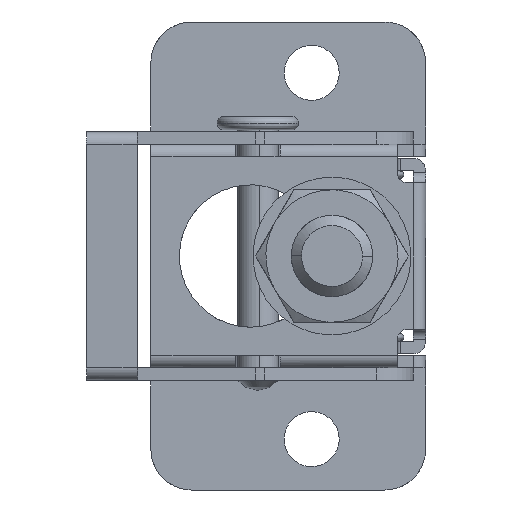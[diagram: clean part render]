
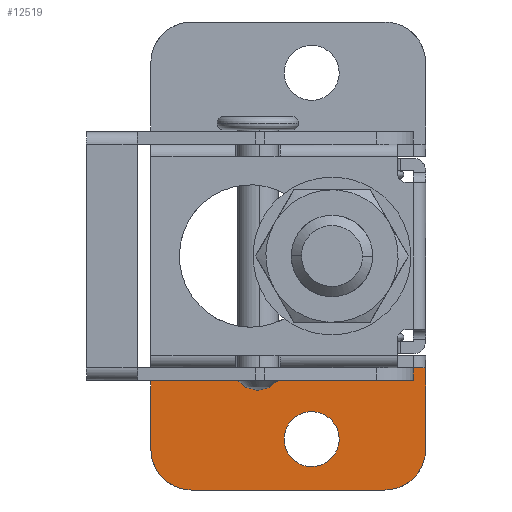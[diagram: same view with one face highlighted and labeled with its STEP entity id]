
A CAD part, front view. The second image highlights one B-rep face of the part: STEP entity #12519.
In plain terms, the highlighted free-form (B-spline) face has degree [1, 1] with [2, 2] control points.
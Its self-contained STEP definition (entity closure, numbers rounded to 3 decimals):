
#10359=CARTESIAN_POINT('',(-2.0,11.4,-15.3));
#10360=VERTEX_POINT('',#10359);
#10361=CARTESIAN_POINT('',(-4.692,11.4,-17.788));
#10362=VERTEX_POINT('',#10361);
#10363=CARTESIAN_POINT('',(-2.0,11.4,-15.3));
#10364=CARTESIAN_POINT('',(-4.496,11.4,-15.3));
#10365=CARTESIAN_POINT('',(-4.692,11.4,-17.788));
#10373=(BOUNDED_CURVE()B_SPLINE_CURVE(2,(#10363,#10364,#10365),.UNSPECIFIED.,.F.,.U.)B_SPLINE_CURVE_WITH_KNOTS((3,3),(0.0,0.236),.UNSPECIFIED.)CURVE()GEOMETRIC_REPRESENTATION_ITEM()RATIONAL_B_SPLINE_CURVE((1.0,0.723,0.97))REPRESENTATION_ITEM(''));
#10374=EDGE_CURVE('',#10360,#10362,#10373,.T.);
#10415=CARTESIAN_POINT('',(0.692,11.4,-18.212));
#10416=VERTEX_POINT('',#10415);
#10422=CARTESIAN_POINT('',(0.692,11.4,-18.212));
#10423=CARTESIAN_POINT('',(0.7,11.4,-18.106));
#10424=CARTESIAN_POINT('',(0.7,11.4,-18.));
#10425=CARTESIAN_POINT('',(0.7,11.4,-15.3));
#10426=CARTESIAN_POINT('',(-2.0,11.4,-15.3));
#10434=(BOUNDED_CURVE()B_SPLINE_CURVE(2,(#10422,#10423,#10424,#10425,#10426),.UNSPECIFIED.,.F.,.U.)B_SPLINE_CURVE_WITH_KNOTS((3,2,3),(0.736,0.75,1.0),.UNSPECIFIED.)CURVE()GEOMETRIC_REPRESENTATION_ITEM()RATIONAL_B_SPLINE_CURVE((0.97,0.984,1.0,0.707,1.0))REPRESENTATION_ITEM(''));
#10435=EDGE_CURVE('',#10416,#10360,#10434,.T.);
#10458=CARTESIAN_POINT('',(-2.0,11.4,-20.7));
#10459=VERTEX_POINT('',#10458);
#10460=CARTESIAN_POINT('',(-4.692,11.4,-17.788));
#10461=CARTESIAN_POINT('',(-4.7,11.4,-17.894));
#10462=CARTESIAN_POINT('',(-4.7,11.4,-18.));
#10463=CARTESIAN_POINT('',(-4.7,11.4,-20.7));
#10464=CARTESIAN_POINT('',(-2.0,11.4,-20.7));
#10472=(BOUNDED_CURVE()B_SPLINE_CURVE(2,(#10460,#10461,#10462,#10463,#10464),.UNSPECIFIED.,.F.,.U.)B_SPLINE_CURVE_WITH_KNOTS((3,2,3),(0.236,0.25,0.5),.UNSPECIFIED.)CURVE()GEOMETRIC_REPRESENTATION_ITEM()RATIONAL_B_SPLINE_CURVE((0.97,0.984,1.0,0.707,1.0))REPRESENTATION_ITEM(''));
#10473=EDGE_CURVE('',#10362,#10459,#10472,.T.);
#10475=CARTESIAN_POINT('',(-2.0,11.4,-20.7));
#10476=CARTESIAN_POINT('',(0.496,11.4,-20.7));
#10477=CARTESIAN_POINT('',(0.692,11.4,-18.212));
#10485=(BOUNDED_CURVE()B_SPLINE_CURVE(2,(#10475,#10476,#10477),.UNSPECIFIED.,.F.,.U.)B_SPLINE_CURVE_WITH_KNOTS((3,3),(0.5,0.736),.UNSPECIFIED.)CURVE()GEOMETRIC_REPRESENTATION_ITEM()RATIONAL_B_SPLINE_CURVE((1.0,0.723,0.97))REPRESENTATION_ITEM(''));
#10486=EDGE_CURVE('',#10459,#10416,#10485,.T.);
#12054=CARTESIAN_POINT('',(9.2,11.4,-19.));
#12055=VERTEX_POINT('',#12054);
#12061=CARTESIAN_POINT('',(5.2,11.4,-23.));
#12062=VERTEX_POINT('',#12061);
#12063=CARTESIAN_POINT('',(5.2,11.4,-23.));
#12064=CARTESIAN_POINT('',(9.2,11.4,-23.));
#12065=CARTESIAN_POINT('',(9.2,11.4,-19.));
#12073=(BOUNDED_CURVE()B_SPLINE_CURVE(2,(#12063,#12064,#12065),.UNSPECIFIED.,.F.,.U.)CURVE()GEOMETRIC_REPRESENTATION_ITEM()QUASI_UNIFORM_CURVE()RATIONAL_B_SPLINE_CURVE((1.0,0.707,1.0))REPRESENTATION_ITEM(''));
#12074=EDGE_CURVE('',#12062,#12055,#12073,.T.);
#12155=CARTESIAN_POINT('',(-13.8,11.4,-23.));
#12156=VERTEX_POINT('',#12155);
#12157=CARTESIAN_POINT('',(5.2,11.4,-23.));
#12158=CARTESIAN_POINT('',(-13.8,11.4,-23.));
#12159=QUASI_UNIFORM_CURVE('',1,(#12157,#12158),.UNSPECIFIED.,.F.,.U.);
#12160=EDGE_CURVE('',#12062,#12156,#12159,.T.);
#12470=CARTESIAN_POINT('',(-19.149,11.4,-10.401));
#12471=CARTESIAN_POINT('',(-19.149,11.4,-23.599));
#12472=CARTESIAN_POINT('',(10.549,11.4,-10.401));
#12473=CARTESIAN_POINT('',(10.549,11.4,-23.599));
#12474=B_SPLINE_SURFACE_WITH_KNOTS('',1,1,((#12470,#12472),(#12471,#12473)),.UNSPECIFIED.,.F.,.F.,.U.,(2,2),(2,2),(0.0,13.199),(0.0,29.697),.UNSPECIFIED.);
#12475=CARTESIAN_POINT('',(-17.8,11.4,-19.));
#12476=VERTEX_POINT('',#12475);
#12477=CARTESIAN_POINT('',(-17.8,11.4,-11.));
#12478=VERTEX_POINT('',#12477);
#12479=CARTESIAN_POINT('',(-17.8,11.4,-19.));
#12480=CARTESIAN_POINT('',(-17.8,11.4,-11.));
#12481=QUASI_UNIFORM_CURVE('',1,(#12479,#12480),.UNSPECIFIED.,.F.,.U.);
#12482=EDGE_CURVE('',#12476,#12478,#12481,.T.);
#12483=ORIENTED_EDGE('',*,*,#12482,.F.);
#12484=CARTESIAN_POINT('',(-17.8,11.4,-19.));
#12485=CARTESIAN_POINT('',(-17.8,11.4,-23.));
#12486=CARTESIAN_POINT('',(-13.8,11.4,-23.));
#12494=(BOUNDED_CURVE()B_SPLINE_CURVE(2,(#12484,#12485,#12486),.UNSPECIFIED.,.F.,.U.)CURVE()GEOMETRIC_REPRESENTATION_ITEM()QUASI_UNIFORM_CURVE()RATIONAL_B_SPLINE_CURVE((1.0,0.707,1.0))REPRESENTATION_ITEM(''));
#12495=EDGE_CURVE('',#12476,#12156,#12494,.T.);
#12496=ORIENTED_EDGE('',*,*,#12495,.T.);
#12497=ORIENTED_EDGE('',*,*,#12160,.F.);
#12498=ORIENTED_EDGE('',*,*,#12074,.T.);
#12499=CARTESIAN_POINT('',(9.2,11.4,-11.));
#12500=VERTEX_POINT('',#12499);
#12501=CARTESIAN_POINT('',(9.2,11.4,-19.));
#12502=CARTESIAN_POINT('',(9.2,11.4,-11.));
#12503=QUASI_UNIFORM_CURVE('',1,(#12501,#12502),.UNSPECIFIED.,.F.,.U.);
#12504=EDGE_CURVE('',#12055,#12500,#12503,.T.);
#12505=ORIENTED_EDGE('',*,*,#12504,.T.);
#12506=CARTESIAN_POINT('',(9.2,11.4,-11.));
#12507=CARTESIAN_POINT('',(-17.8,11.4,-11.));
#12508=QUASI_UNIFORM_CURVE('',1,(#12506,#12507),.UNSPECIFIED.,.F.,.U.);
#12509=EDGE_CURVE('',#12500,#12478,#12508,.T.);
#12510=ORIENTED_EDGE('',*,*,#12509,.T.);
#12511=EDGE_LOOP('',(#12483,#12496,#12497,#12498,#12505,#12510));
#12512=FACE_OUTER_BOUND('',#12511,.T.);
#12513=ORIENTED_EDGE('',*,*,#10486,.F.);
#12514=ORIENTED_EDGE('',*,*,#10473,.F.);
#12515=ORIENTED_EDGE('',*,*,#10374,.F.);
#12516=ORIENTED_EDGE('',*,*,#10435,.F.);
#12517=EDGE_LOOP('',(#12513,#12514,#12515,#12516));
#12518=FACE_BOUND('',#12517,.T.);
#12519=ADVANCED_FACE('',(#12512,#12518),#12474,.T.);
